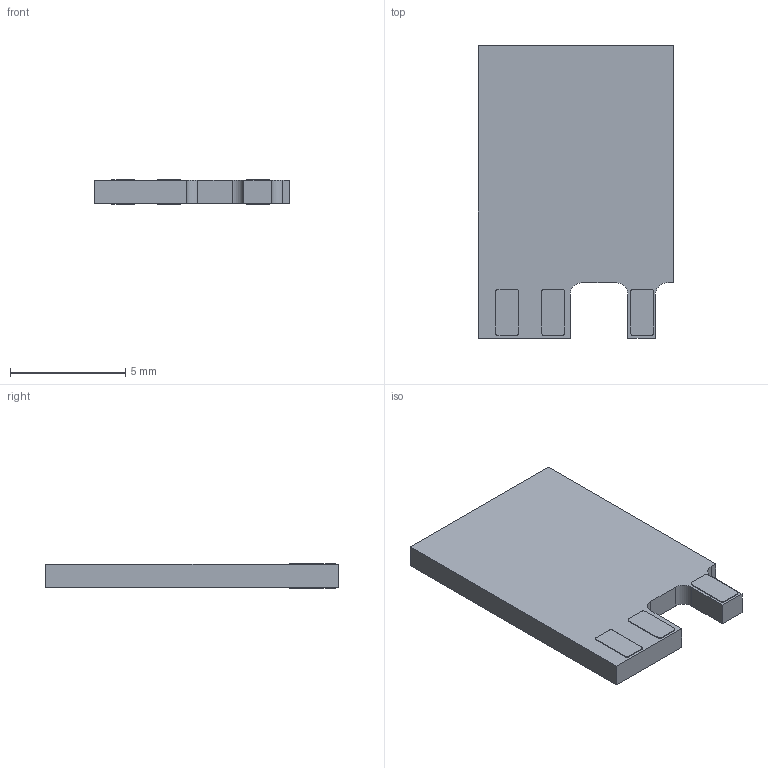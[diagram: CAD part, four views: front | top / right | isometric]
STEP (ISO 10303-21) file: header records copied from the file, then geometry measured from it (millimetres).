
FILE_DESCRIPTION(('FreeCAD Model'),'2;1');
FILE_NAME('Open CASCADE Shape Model','2026-01-05T15:34:37',(''),(''), 'Open CASCADE STEP processor 7.8','FreeCAD','Unknown');
FILE_SCHEMA(('AUTOMOTIVE_DESIGN { 1 0 10303 214 1 1 1 1 }'));
Length unit declared in the file: millimetre
Products named in the file (5): ESP8684-WROOM-07; PCB; Pad6; Pad4; Pad2
Assembly tree (7 placements, depth 2):
  ESP8684-WROOM-07
    PCB
    Pad6  x2
    Pad4  x2
    Pad2  x2
Bounding box: 8.5 x 12.7 x 1.07 mm (x, y, z)
Volume: 100.6 mm3; surface area: 272 mm2
Topology: 7 solids, 7 shells, 75 faces, 183 edges, 122 vertices
Faces by surface type: plane 48, cylinder 27
Entity records: 2921 total; most frequent: DIRECTION 469, CARTESIAN_POINT 460, LINE 273, VECTOR 273, ORIENTED_EDGE 222, PCURVE 222, DEFINITIONAL_REPRESENTATION 222, EDGE_CURVE 111
